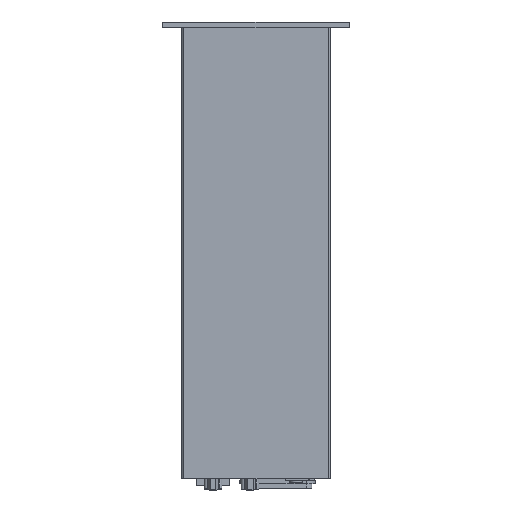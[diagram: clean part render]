
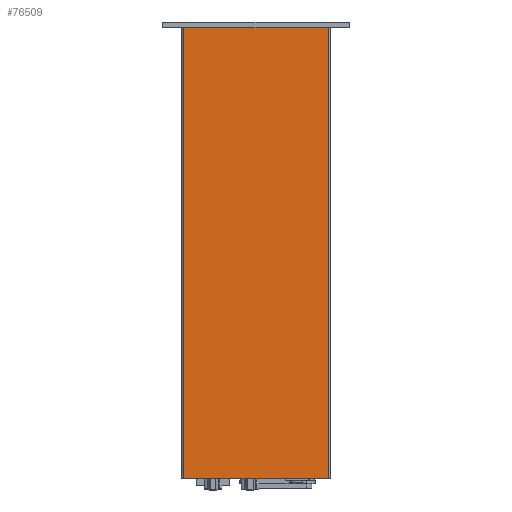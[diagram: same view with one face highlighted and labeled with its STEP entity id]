
A CAD part, left-side view. The second image highlights one B-rep face of the part: STEP entity #76509.
In plain terms, the highlighted planar face has unit normal (-1, 0, 0).
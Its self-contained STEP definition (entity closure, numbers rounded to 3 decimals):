
#2179=PLANE($,#82301);
#6334=FACE_OUTER_BOUND($,#10572,.T.);
#10572=EDGE_LOOP($,(#60533,#60534,#60535,#60536));
#16416=LINE($,#120992,#23758);
#17129=LINE($,#123115,#24471);
#17131=LINE($,#123119,#24473);
#17138=LINE($,#123132,#24480);
#23758=VECTOR($,#96056,65.3);
#24471=VECTOR($,#98101,203.5);
#24473=VECTOR($,#98105,203.5);
#24480=VECTOR($,#98118,65.3);
#33818=VERTEX_POINT($,#120989);
#33819=VERTEX_POINT($,#120991);
#34533=VERTEX_POINT($,#123114);
#34534=VERTEX_POINT($,#123118);
#42888=EDGE_CURVE($,#33818,#33819,#16416,.T.);
#43939=EDGE_CURVE($,#34533,#33819,#17129,.T.);
#43941=EDGE_CURVE($,#33818,#34534,#17131,.T.);
#43948=EDGE_CURVE($,#34534,#34533,#17138,.T.);
#60533=ORIENTED_EDGE($,*,*,#42888,.F.);
#60534=ORIENTED_EDGE($,*,*,#43941,.T.);
#60535=ORIENTED_EDGE($,*,*,#43948,.T.);
#60536=ORIENTED_EDGE($,*,*,#43939,.T.);
#76509=ADVANCED_FACE($,(#6334),#2179,.F.);
#82301=AXIS2_PLACEMENT_3D($,#123131,#98116,#98117);
#96056=DIRECTION($,(0.,-1.,0.));
#98101=DIRECTION($,(0.,0.,1.));
#98105=DIRECTION($,(0.,0.,-1.));
#98116=DIRECTION('center_axis',(1.,0.,0.));
#98117=DIRECTION('ref_axis',(0.,-1.,0.));
#98118=DIRECTION($,(0.,-1.,0.));
#120989=CARTESIAN_POINT('',(-51.056,32.78,-1.22));
#120991=CARTESIAN_POINT('',(-51.056,-32.52,-1.22));
#120992=CARTESIAN_POINT($,(-51.056,16.955,-1.22));
#123114=CARTESIAN_POINT('',(-51.056,-32.52,-204.72));
#123115=CARTESIAN_POINT($,(-51.056,-32.52,-203.22));
#123118=CARTESIAN_POINT('',(-51.056,32.78,-204.72));
#123119=CARTESIAN_POINT($,(-51.056,32.78,-203.22));
#123131=CARTESIAN_POINT('Origin',(-51.056,33.78,-203.22));
#123132=CARTESIAN_POINT($,(-51.056,33.78,-204.72));
